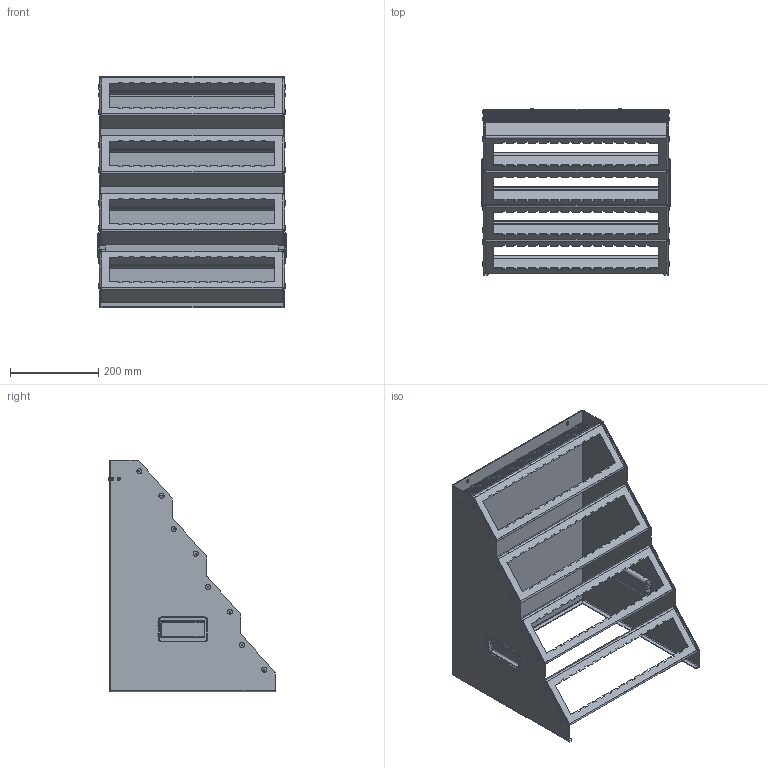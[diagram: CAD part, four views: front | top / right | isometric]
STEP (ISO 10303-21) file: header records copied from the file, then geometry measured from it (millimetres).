
FILE_DESCRIPTION(/* description */ ('Tischaufsatzgestell (TAG) 4-1 425x375x525'),/* implementation_level */ '2;1');
FILE_NAME(/* name */ '8024-10.stp',/* time_stamp */ '2024-03-13T15:34:40+01:00',/* author */ ('marvin.friedrich'),/* organization */ ('B+H'),/* preprocessor_version */ 'ST-DEVELOPER v18.1',/* originating_system */ 'Autodesk Inventor 2022',/* authorisation */ '');
FILE_SCHEMA (('AUTOMOTIVE_DESIGN { 1 0 10303 214 3 1 1 }'));
Length unit declared in the file: millimetre
Products named in the file (9): 8024-10; 8025-10; 8018-00; 8019-00; 8026-10; BLINDNIET Ø4x8-ALU; 8027-10; Schalengriff Fa. Mentor BNr. 3232.1103; BLINDNIET Ø6x18-ALU
Assembly tree (32 placements, depth 3):
  8024-10
    8025-10
    8018-00  x4
      8019-00
    8026-10
    BLINDNIET Ø4x8-ALU  x6
    BLINDNIET Ø6x18-ALU  x16
    8027-10
    Schalengriff Fa. Mentor BNr. 3232.1103  x2
Bounding box: 425.5 x 376 x 525 mm (x, y, z)
Volume: 1455585.4 mm3; surface area: 1740351.3 mm2
Topology: 31 solids, 31 shells, 1803 faces, 4688 edges, 2979 vertices
Faces by surface type: plane 1404, cylinder 284, bspline 85, torus 22, cone 8
Full cylindrical faces by diameter (mm): 2 x6, 2.75 x16, 4 x6, 4.06 x2, 4.5 x12, 6 x18, 6.5 x32, 7.2 x6, 8 x2, 11.75 x16
Entity records: 31251 total; most frequent: CARTESIAN_POINT 6887, ORIENTED_EDGE 5114, DIRECTION 4586, EDGE_CURVE 2557, LINE 2250, VECTOR 2250, VERTEX_POINT 1643, AXIS2_PLACEMENT_3D 1168
